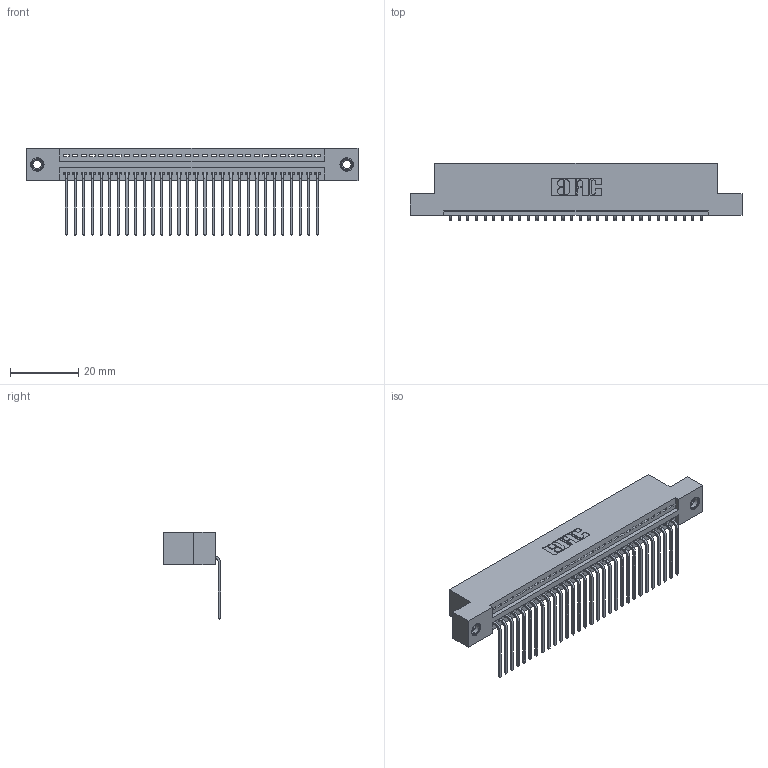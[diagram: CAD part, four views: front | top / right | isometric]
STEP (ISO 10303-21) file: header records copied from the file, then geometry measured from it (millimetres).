
FILE_DESCRIPTION (( 'STEP AP203' ), '1' );
FILE_NAME ('345-030-559-107.STEP', '2018-08-23T08:08:51', ( '' ), ( '' ), 'SwSTEP 2.0', 'SolidWorks 2016', '' );
FILE_SCHEMA (( 'CONFIG_CONTROL_DESIGN' ));
Length unit declared in the file: inch
Products named in the file (4): 345 Part_Flush Mounting Lugs - 0.156 Dia-TI; 345-292-001_558 559 Tail - 1; 345-250-001_345-250-005-103; 345-030-559-107
Assembly tree (33 placements, depth 2):
  345-030-559-107
    345 Part_Flush Mounting Lugs - 0.156 Dia-TI
    345-292-001_558 559 Tail - 1  x30
    345-250-001_345-250-005-103  x2
Bounding box: 97.41 x 16.75 x 25.53 mm (x, y, z)
Volume: 9240.1 mm3; surface area: 12736.1 mm2
Topology: 33 solids, 33 shells, 1986 faces, 5937 edges, 3910 vertices
Faces by surface type: plane 1372, cylinder 598, cone 12, torus 4
Entity records: 25464 total; most frequent: CARTESIAN_POINT 4393, ORIENTED_EDGE 4350, DIRECTION 3881, EDGE_CURVE 2175, VECTOR 1903, LINE 1903, VERTEX_POINT 1444, AXIS2_PLACEMENT_3D 989
